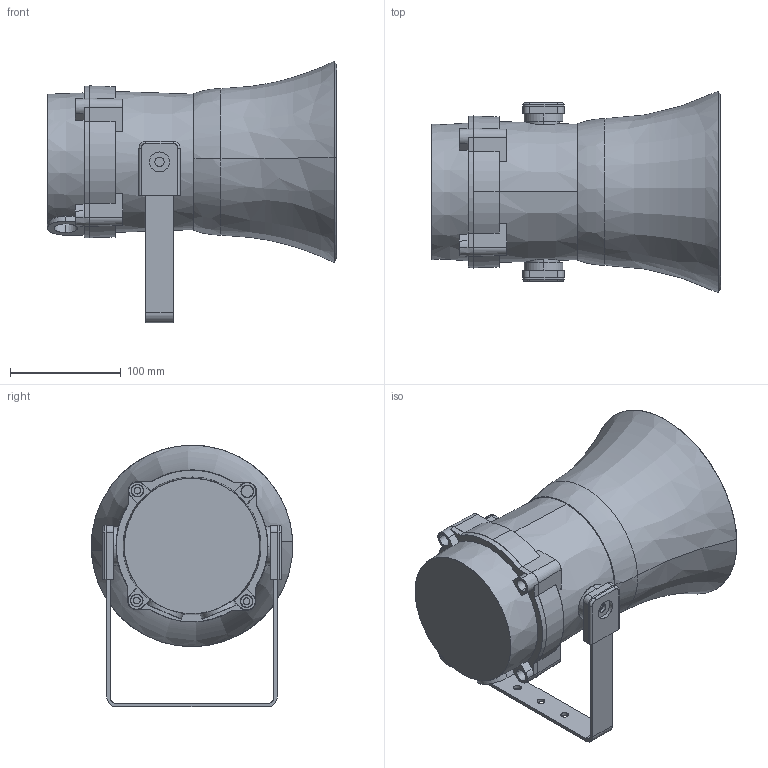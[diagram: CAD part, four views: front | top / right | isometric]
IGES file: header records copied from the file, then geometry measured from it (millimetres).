
Start section: SolidWorks IGES file using analytic representation for surfaces
Global section: file name: SK0112-3D_Issue_A.IGS; native system: SolidWorks 2014; preprocessor: SolidWorks 2014; author: randip.rait; date: 140217.112319; units: millimetre
Bounding box: 260.6 x 181.45 x 235.82 mm (x, y, z)
Surface area: 355458.7 mm2 (no closed solid volume)
Topology: 0 solids, 0 shells, 244 faces, 5494 edges, 6688 vertices
Faces by surface type: bspline 129, revolution 115
